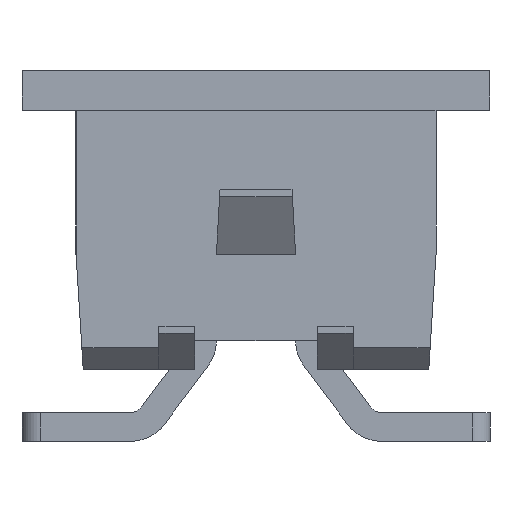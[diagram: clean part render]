
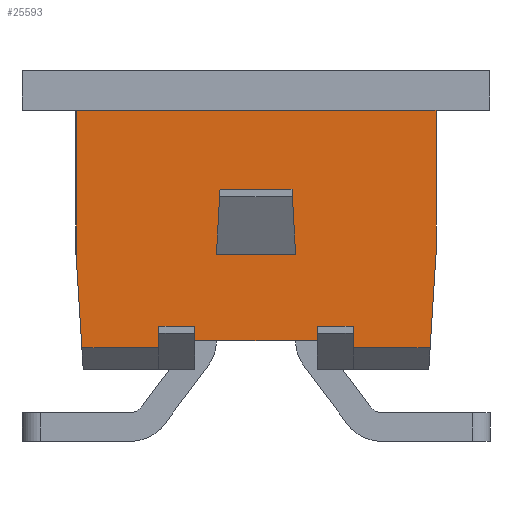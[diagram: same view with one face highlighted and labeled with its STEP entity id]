
A CAD part, front view. The second image highlights one B-rep face of the part: STEP entity #25593.
In plain terms, the highlighted face is planar.
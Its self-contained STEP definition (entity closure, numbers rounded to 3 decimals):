
#2162=ORIENTED_EDGE('',*,*,#6753,.T.);
#2163=ORIENTED_EDGE('',*,*,#6761,.T.);
#2164=ORIENTED_EDGE('',*,*,#6815,.F.);
#2165=ORIENTED_EDGE('',*,*,#6998,.T.);
#2166=ORIENTED_EDGE('',*,*,#6819,.F.);
#2167=ORIENTED_EDGE('',*,*,#6783,.F.);
#2168=ORIENTED_EDGE('',*,*,#6776,.T.);
#2169=ORIENTED_EDGE('',*,*,#7028,.T.);
#2170=ORIENTED_EDGE('',*,*,#6794,.F.);
#2171=ORIENTED_EDGE('',*,*,#6862,.F.);
#2172=ORIENTED_EDGE('',*,*,#6575,.F.);
#2173=ORIENTED_EDGE('',*,*,#6857,.T.);
#2174=ORIENTED_EDGE('',*,*,#6802,.T.);
#2175=ORIENTED_EDGE('',*,*,#7029,.T.);
#2176=ORIENTED_EDGE('',*,*,#6720,.T.);
#2177=ORIENTED_EDGE('',*,*,#7030,.T.);
#2178=ORIENTED_EDGE('',*,*,#6727,.F.);
#2179=ORIENTED_EDGE('',*,*,#7031,.F.);
#6575=EDGE_CURVE('',#9201,#9194,#10889,.T.);
#6720=EDGE_CURVE('',#9250,#9251,#10986,.T.);
#6727=EDGE_CURVE('',#9257,#9254,#10993,.T.);
#6753=EDGE_CURVE('',#9281,#9280,#11019,.T.);
#6761=EDGE_CURVE('',#9280,#9285,#11027,.T.);
#6776=EDGE_CURVE('',#9298,#9296,#11042,.T.);
#6783=EDGE_CURVE('',#9298,#9303,#11049,.T.);
#6794=EDGE_CURVE('',#9312,#9313,#11060,.T.);
#6802=EDGE_CURVE('',#9321,#9320,#11068,.T.);
#6815=EDGE_CURVE('',#9326,#9285,#11081,.T.);
#6819=EDGE_CURVE('',#9303,#9330,#11085,.T.);
#6857=EDGE_CURVE('',#9201,#9321,#11115,.T.);
#6862=EDGE_CURVE('',#9194,#9312,#11120,.T.);
#6998=EDGE_CURVE('',#9326,#9330,#11256,.T.);
#7028=EDGE_CURVE('',#9296,#9313,#11286,.T.);
#7029=EDGE_CURVE('',#9320,#9281,#11287,.T.);
#7030=EDGE_CURVE('',#9251,#9254,#11288,.T.);
#7031=EDGE_CURVE('',#9250,#9257,#11289,.T.);
#9194=VERTEX_POINT('',#34383);
#9201=VERTEX_POINT('',#34396);
#9250=VERTEX_POINT('',#34664);
#9251=VERTEX_POINT('',#34665);
#9254=VERTEX_POINT('',#34673);
#9257=VERTEX_POINT('',#34678);
#9280=VERTEX_POINT('',#34734);
#9281=VERTEX_POINT('',#34736);
#9285=VERTEX_POINT('',#34750);
#9296=VERTEX_POINT('',#34781);
#9298=VERTEX_POINT('',#34784);
#9303=VERTEX_POINT('',#34795);
#9312=VERTEX_POINT('',#34819);
#9313=VERTEX_POINT('',#34821);
#9320=VERTEX_POINT('',#34836);
#9321=VERTEX_POINT('',#34838);
#9326=VERTEX_POINT('',#34859);
#9330=VERTEX_POINT('',#34869);
#10889=LINE('',#34397,#12939);
#10986=LINE('',#34663,#13036);
#10993=LINE('',#34679,#13043);
#11019=LINE('',#34735,#13069);
#11027=LINE('',#34751,#13077);
#11042=LINE('',#34783,#13092);
#11049=LINE('',#34797,#13099);
#11060=LINE('',#34820,#13110);
#11068=LINE('',#34837,#13118);
#11081=LINE('',#34861,#13131);
#11085=LINE('',#34868,#13135);
#11115=LINE('',#34940,#13165);
#11120=LINE('',#34948,#13170);
#11256=LINE('',#35191,#13306);
#11286=LINE('',#35223,#13336);
#11287=LINE('',#35225,#13337);
#11288=LINE('',#35227,#13338);
#11289=LINE('',#35228,#13339);
#12939=VECTOR('',#28781,1000.);
#13036=VECTOR('',#29120,1000.);
#13043=VECTOR('',#29129,1000.);
#13069=VECTOR('',#29169,1000.);
#13077=VECTOR('',#29183,1000.);
#13092=VECTOR('',#29208,1000.);
#13099=VECTOR('',#29217,1000.);
#13110=VECTOR('',#29234,1000.);
#13118=VECTOR('',#29244,1000.);
#13131=VECTOR('',#29265,1000.);
#13135=VECTOR('',#29271,1000.);
#13165=VECTOR('',#29353,1000.);
#13170=VECTOR('',#29364,1000.);
#13306=VECTOR('',#29506,1000.);
#13336=VECTOR('',#29540,1000.);
#13337=VECTOR('',#29543,1000.);
#13338=VECTOR('',#29546,1000.);
#13339=VECTOR('',#29547,1000.);
#14970=EDGE_LOOP('',(#2162,#2163,#2164,#2165,#2166,#2167,#2168,#2169,#2170,
#2171,#2172,#2173,#2174,#2175));
#14971=EDGE_LOOP('',(#2176,#2177,#2178,#2179));
#16156=FACE_BOUND('',#14970,.T.);
#16157=FACE_BOUND('',#14971,.T.);
#17235=PLANE('',#26840);
#25593=ADVANCED_FACE('',(#16156,#16157),#17235,.F.);
#26840=AXIS2_PLACEMENT_3D('',#35226,#29544,#29545);
#28781=DIRECTION('',(0.,-1.,0.));
#29120=DIRECTION('',(0.,-0.055,-0.998));
#29129=DIRECTION('',(0.,0.055,-0.998));
#29169=DIRECTION('',(0.,0.,1.));
#29183=DIRECTION('',(0.,-1.,0.));
#29208=DIRECTION('',(0.,0.,-1.));
#29217=DIRECTION('',(0.,1.,0.));
#29234=DIRECTION('',(0.,0.062,-0.998));
#29244=DIRECTION('',(0.,-0.062,-0.998));
#29265=DIRECTION('',(0.,0.,1.));
#29271=DIRECTION('',(0.,0.,-1.));
#29353=DIRECTION('',(0.,0.,-1.));
#29364=DIRECTION('',(0.,0.,-1.));
#29506=DIRECTION('',(0.,-1.,0.));
#29540=DIRECTION('',(0.,-1.,0.));
#29543=DIRECTION('',(0.,-1.,0.));
#29544=DIRECTION('',(1.,0.,0.));
#29545=DIRECTION('',(0.,0.,-1.));
#29546=DIRECTION('',(0.,1.,0.));
#29547=DIRECTION('',(0.,1.,0.));
#34383=CARTESIAN_POINT('',(-17.525,-2.5,3.6));
#34396=CARTESIAN_POINT('',(-17.525,2.5,3.6));
#34397=CARTESIAN_POINT('',(-17.525,2.5,3.6));
#34663=CARTESIAN_POINT('',(-17.525,-0.5,2.5));
#34664=CARTESIAN_POINT('',(-17.525,-0.5,2.5));
#34665=CARTESIAN_POINT('',(-17.525,-0.55,1.6));
#34673=CARTESIAN_POINT('',(-17.525,0.55,1.6));
#34678=CARTESIAN_POINT('',(-17.525,0.5,2.5));
#34679=CARTESIAN_POINT('',(-17.525,0.5,2.5));
#34734=CARTESIAN_POINT('',(-17.525,1.35,0.6));
#34735=CARTESIAN_POINT('',(-17.525,1.35,0.3));
#34736=CARTESIAN_POINT('',(-17.525,1.35,0.3));
#34750=CARTESIAN_POINT('',(-17.525,0.85,0.6));
#34751=CARTESIAN_POINT('',(-17.525,1.35,0.6));
#34781=CARTESIAN_POINT('',(-17.525,-1.35,0.3));
#34783=CARTESIAN_POINT('',(-17.525,-1.35,0.6));
#34784=CARTESIAN_POINT('',(-17.525,-1.35,0.6));
#34795=CARTESIAN_POINT('',(-17.525,-0.85,0.6));
#34797=CARTESIAN_POINT('',(-17.525,-1.35,0.6));
#34819=CARTESIAN_POINT('',(-17.525,-2.5,1.6));
#34820=CARTESIAN_POINT('',(-17.525,-2.605,3.281));
#34821=CARTESIAN_POINT('',(-17.525,-2.419,0.3));
#34836=CARTESIAN_POINT('',(-17.525,2.419,0.3));
#34837=CARTESIAN_POINT('',(-17.525,2.625,3.592));
#34838=CARTESIAN_POINT('',(-17.525,2.5,1.6));
#34859=CARTESIAN_POINT('',(-17.525,0.85,0.4));
#34861=CARTESIAN_POINT('',(-17.525,0.85,0.3));
#34868=CARTESIAN_POINT('',(-17.525,-0.85,0.6));
#34869=CARTESIAN_POINT('',(-17.525,-0.85,0.4));
#34940=CARTESIAN_POINT('',(-17.525,2.5,3.6));
#34948=CARTESIAN_POINT('',(-17.525,-2.5,3.6));
#35191=CARTESIAN_POINT('',(-17.525,2.5,0.4));
#35223=CARTESIAN_POINT('',(-17.525,2.5,0.3));
#35225=CARTESIAN_POINT('',(-17.525,2.5,0.3));
#35226=CARTESIAN_POINT('',(-17.525,2.5,3.6));
#35227=CARTESIAN_POINT('',(-17.525,-0.55,1.6));
#35228=CARTESIAN_POINT('',(-17.525,-0.55,2.5));
